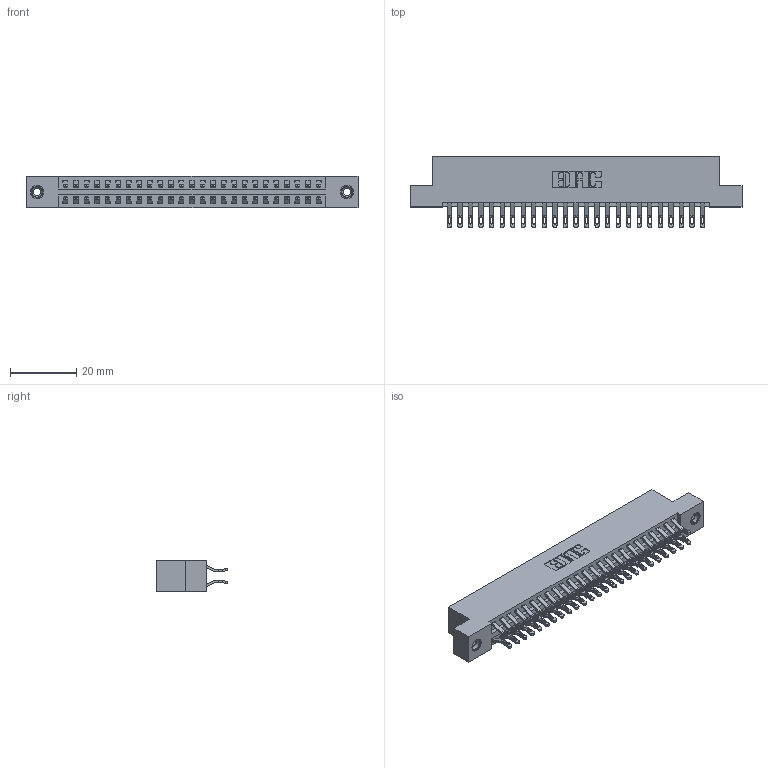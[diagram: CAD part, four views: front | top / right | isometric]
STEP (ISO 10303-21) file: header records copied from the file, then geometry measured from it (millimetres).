
FILE_DESCRIPTION (( 'STEP AP203' ), '1' );
FILE_NAME ('396-050-555-208.STEP', '2019-10-30T13:13:39', ( '' ), ( '' ), 'SwSTEP 2.0', 'SolidWorks 2016', '' );
FILE_SCHEMA (( 'CONFIG_CONTROL_DESIGN' ));
Length unit declared in the file: inch
Products named in the file (4): 396-050-555-208; 345-292-001_555 Tail; 345-250-001_345-250-003-102; 346 Part_Flush Mounting Lugs - 0.156 Dia-TI
Assembly tree (53 placements, depth 2):
  396-050-555-208
    346 Part_Flush Mounting Lugs - 0.156 Dia-TI
    345-292-001_555 Tail  x50
    345-250-001_345-250-003-102  x2
Bounding box: 99.95 x 21.46 x 9.4 mm (x, y, z)
Volume: 9752.7 mm3; surface area: 13675.6 mm2
Topology: 53 solids, 53 shells, 3082 faces, 9615 edges, 6402 vertices
Faces by surface type: plane 1758, cylinder 1308, cone 12, torus 4
Entity records: 20116 total; most frequent: CARTESIAN_POINT 3357, ORIENTED_EDGE 3254, DIRECTION 3005, EDGE_CURVE 1627, LINE 1355, VECTOR 1355, VERTEX_POINT 1080, AXIS2_PLACEMENT_3D 825
